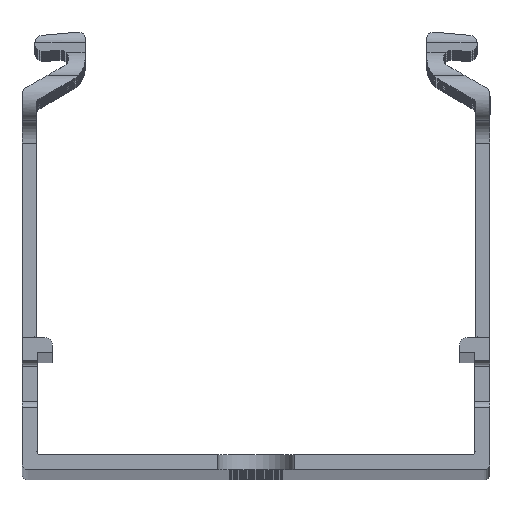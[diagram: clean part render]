
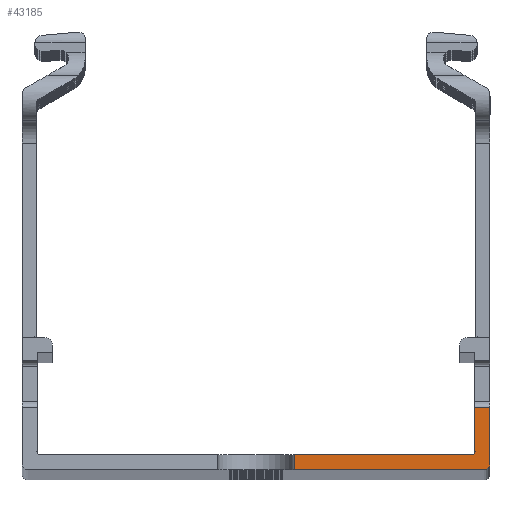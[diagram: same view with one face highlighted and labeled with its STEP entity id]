
A CAD part, top view. The second image highlights one B-rep face of the part: STEP entity #43185.
In plain terms, the highlighted planar face has unit normal (0, 0, 1).
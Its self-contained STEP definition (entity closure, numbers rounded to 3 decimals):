
#25 = CARTESIAN_POINT ( 'NONE',  ( 18.7, 1.5, 500. ) ) ;
#93 = DIRECTION ( 'NONE',  ( 1., 0., 0. ) ) ;
#515 = VECTOR ( 'NONE', #45868, 1000. ) ;
#1507 = AXIS2_PLACEMENT_3D ( 'NONE', #37400, #6946, #42495 ) ;
#1797 = VECTOR ( 'NONE', #43906, 1000. ) ;
#2272 = VECTOR ( 'NONE', #49566, 1000. ) ;
#3839 = LINE ( 'NONE', #59733, #2272 ) ;
#3949 = ORIENTED_EDGE ( 'NONE', *, *, #6569, .F. ) ;
#6510 = CARTESIAN_POINT ( 'NONE',  ( 18.7, 1.615, 500. ) ) ;
#6569 = EDGE_CURVE ( 'NONE', #55129, #47641, #27967, .T. ) ;
#6760 = ORIENTED_EDGE ( 'NONE', *, *, #25536, .T. ) ;
#6946 = DIRECTION ( 'NONE',  ( 0., 0., -1. ) ) ;
#6954 = DIRECTION ( 'NONE',  ( -1., 0., 0. ) ) ;
#7513 = VERTEX_POINT ( 'NONE', #46884 ) ;
#10690 = EDGE_CURVE ( 'NONE', #50280, #31727, #48951, .T. ) ;
#12089 = CARTESIAN_POINT ( 'NONE',  ( 18.5, 5.3, 500. ) ) ;
#12763 = VERTEX_POINT ( 'NONE', #22017 ) ;
#13880 = CARTESIAN_POINT ( 'NONE',  ( 18.5, 1.5, 500. ) ) ;
#14050 = LINE ( 'NONE', #35699, #515 ) ;
#14128 = DIRECTION ( 'NONE',  ( 0.866, -0.5, 0. ) ) ;
#15114 = EDGE_CURVE ( 'NONE', #50280, #7513, #55595, .T. ) ;
#15366 = CARTESIAN_POINT ( 'NONE',  ( 20., 32.275, 500. ) ) ;
#16534 = LINE ( 'NONE', #36722, #40333 ) ;
#19023 = DIRECTION ( 'NONE',  ( 1., 0., 0. ) ) ;
#19192 = EDGE_CURVE ( 'NONE', #39075, #22723, #36107, .T. ) ;
#19325 = ORIENTED_EDGE ( 'NONE', *, *, #50329, .F. ) ;
#19389 = ORIENTED_EDGE ( 'NONE', *, *, #15114, .F. ) ;
#19391 = ORIENTED_EDGE ( 'NONE', *, *, #36503, .T. ) ;
#19499 = LINE ( 'NONE', #12089, #58348 ) ;
#20048 = CARTESIAN_POINT ( 'NONE',  ( 3.25, 0., 500. ) ) ;
#22017 = CARTESIAN_POINT ( 'NONE',  ( 3.25, 1.3, 500. ) ) ;
#22690 = ORIENTED_EDGE ( 'NONE', *, *, #10690, .T. ) ;
#22723 = VERTEX_POINT ( 'NONE', #25 ) ;
#22950 = DIRECTION ( 'NONE',  ( 0., 1., 0. ) ) ;
#23911 = CARTESIAN_POINT ( 'NONE',  ( 18.8, 1.558, 500. ) ) ;
#25536 = EDGE_CURVE ( 'NONE', #31727, #22723, #3839, .T. ) ;
#26517 = DIRECTION ( 'NONE',  ( 1., 0., 0. ) ) ;
#27074 = EDGE_CURVE ( 'NONE', #57811, #57271, #16534, .T. ) ;
#27967 = LINE ( 'NONE', #15366, #50135 ) ;
#30075 = CARTESIAN_POINT ( 'NONE',  ( 20., 5.3, 500. ) ) ;
#30566 = DIRECTION ( 'NONE',  ( 0., 0., 1. ) ) ;
#31727 = VERTEX_POINT ( 'NONE', #52081 ) ;
#32146 = FACE_OUTER_BOUND ( 'NONE', #62245, .T. ) ;
#35461 = ORIENTED_EDGE ( 'NONE', *, *, #27074, .T. ) ;
#35699 = CARTESIAN_POINT ( 'NONE',  ( 0., 1.3, 500. ) ) ;
#36107 = CIRCLE ( 'NONE', #41747, 0.2 ) ;
#36503 = EDGE_CURVE ( 'NONE', #39075, #12763, #14050, .T. ) ;
#36722 = CARTESIAN_POINT ( 'NONE',  ( 0., 0., 500. ) ) ;
#37400 = CARTESIAN_POINT ( 'NONE',  ( 19.5, 0.5, 500. ) ) ;
#37825 = AXIS2_PLACEMENT_3D ( 'NONE', #50489, #30566, #93 ) ;
#38831 = CARTESIAN_POINT ( 'NONE',  ( 3.25, 31.352, 500. ) ) ;
#39075 = VERTEX_POINT ( 'NONE', #46533 ) ;
#40333 = VECTOR ( 'NONE', #26517, 1000. ) ;
#41747 = AXIS2_PLACEMENT_3D ( 'NONE', #13880, #49375, #19023 ) ;
#42342 = LINE ( 'NONE', #38831, #1797 ) ;
#42495 = DIRECTION ( 'NONE',  ( 1., 0., 0. ) ) ;
#42762 = CARTESIAN_POINT ( 'NONE',  ( 20., 0.5, 500. ) ) ;
#43185 = ADVANCED_FACE ( 'NONE', ( #32146 ), #45637, .T. ) ;
#43713 = VECTOR ( 'NONE', #22950, 1000. ) ;
#43906 = DIRECTION ( 'NONE',  ( 0., 1., 0. ) ) ;
#44241 = EDGE_CURVE ( 'NONE', #57811, #12763, #42342, .T. ) ;
#45626 = CARTESIAN_POINT ( 'NONE',  ( 19.5, 0., 500. ) ) ;
#45637 = PLANE ( 'NONE',  #37825 ) ;
#45868 = DIRECTION ( 'NONE',  ( -1., 0., 0. ) ) ;
#46533 = CARTESIAN_POINT ( 'NONE',  ( 18.5, 1.3, 500. ) ) ;
#46625 = ORIENTED_EDGE ( 'NONE', *, *, #44241, .F. ) ;
#46884 = CARTESIAN_POINT ( 'NONE',  ( 18.7, 5.3, 500. ) ) ;
#47641 = VERTEX_POINT ( 'NONE', #42762 ) ;
#48235 = CARTESIAN_POINT ( 'NONE',  ( 18.7, 11.3, 500. ) ) ;
#48951 = LINE ( 'NONE', #23911, #60824 ) ;
#49375 = DIRECTION ( 'NONE',  ( 0., 0., 1. ) ) ;
#49566 = DIRECTION ( 'NONE',  ( -0.866, -0.5, 0. ) ) ;
#50135 = VECTOR ( 'NONE', #50816, 1000. ) ;
#50280 = VERTEX_POINT ( 'NONE', #6510 ) ;
#50329 = EDGE_CURVE ( 'NONE', #47641, #57271, #53854, .T. ) ;
#50489 = CARTESIAN_POINT ( 'NONE',  ( -18.5, 31.352, 500. ) ) ;
#50816 = DIRECTION ( 'NONE',  ( 0., -1., 0. ) ) ;
#52081 = CARTESIAN_POINT ( 'NONE',  ( 18.8, 1.558, 500. ) ) ;
#53854 = CIRCLE ( 'NONE', #1507, 0.5 ) ;
#53913 = ORIENTED_EDGE ( 'NONE', *, *, #65581, .T. ) ;
#55129 = VERTEX_POINT ( 'NONE', #30075 ) ;
#55595 = LINE ( 'NONE', #48235, #43713 ) ;
#57271 = VERTEX_POINT ( 'NONE', #45626 ) ;
#57811 = VERTEX_POINT ( 'NONE', #20048 ) ;
#58348 = VECTOR ( 'NONE', #6954, 1000. ) ;
#59733 = CARTESIAN_POINT ( 'NONE',  ( 18.7, 1.5, 500. ) ) ;
#60134 = ORIENTED_EDGE ( 'NONE', *, *, #19192, .F. ) ;
#60824 = VECTOR ( 'NONE', #14128, 1000. ) ;
#62245 = EDGE_LOOP ( 'NONE', ( #46625, #35461, #19325, #3949, #53913, #19389, #22690, #6760, #60134, #19391 ) ) ;
#65581 = EDGE_CURVE ( 'NONE', #55129, #7513, #19499, .T. ) ;
